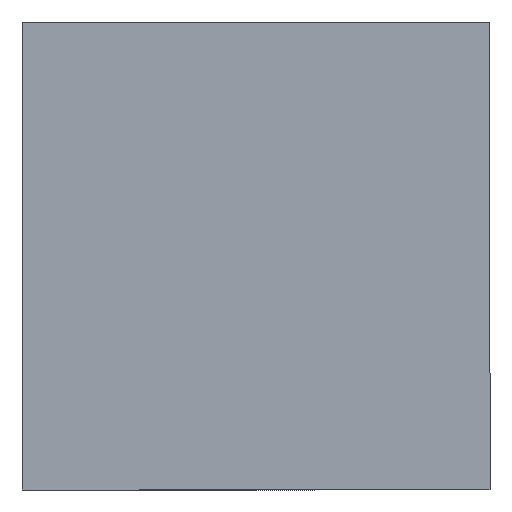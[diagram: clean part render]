
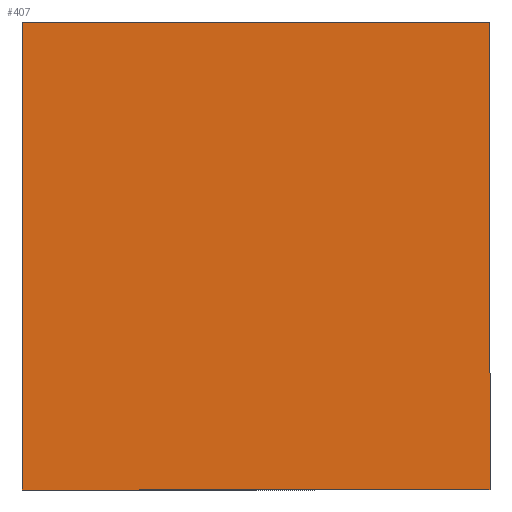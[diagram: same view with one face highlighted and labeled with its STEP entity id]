
A CAD part, front view. The second image highlights one B-rep face of the part: STEP entity #407.
In plain terms, the highlighted planar face has unit normal (0, -1, 0).
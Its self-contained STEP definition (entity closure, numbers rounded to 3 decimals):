
#10 = AXIS2_PLACEMENT_3D ( 'NONE', #268, #351, #331 ) ;
#18 = EDGE_LOOP ( 'NONE', ( #357, #338, #425, #167 ) ) ;
#24 = CARTESIAN_POINT ( 'NONE',  ( -100., -20., 0. ) ) ;
#37 = EDGE_CURVE ( 'NONE', #82, #423, #141, .T. ) ;
#45 = FACE_OUTER_BOUND ( 'NONE', #18, .T. ) ;
#58 = VERTEX_POINT ( 'NONE', #259 ) ;
#69 = VECTOR ( 'NONE', #339, 1000. ) ;
#82 = VERTEX_POINT ( 'NONE', #294 ) ;
#135 = LINE ( 'NONE', #269, #308 ) ;
#138 = LINE ( 'NONE', #344, #69 ) ;
#141 = LINE ( 'NONE', #416, #365 ) ;
#167 = ORIENTED_EDGE ( 'NONE', *, *, #37, .T. ) ;
#214 = DIRECTION ( 'NONE',  ( 1., 0., 0. ) ) ;
#215 = PLANE ( 'NONE',  #10 ) ;
#232 = EDGE_CURVE ( 'NONE', #58, #252, #358, .T. ) ;
#241 = DIRECTION ( 'NONE',  ( 0., 0., 1. ) ) ;
#252 = VERTEX_POINT ( 'NONE', #24 ) ;
#259 = CARTESIAN_POINT ( 'NONE',  ( 100., -20., 0. ) ) ;
#268 = CARTESIAN_POINT ( 'NONE',  ( 0., -20., 0. ) ) ;
#269 = CARTESIAN_POINT ( 'NONE',  ( 100., -20., 0. ) ) ;
#282 = CARTESIAN_POINT ( 'NONE',  ( 100., -20., -200. ) ) ;
#294 = CARTESIAN_POINT ( 'NONE',  ( -100., -20., -200. ) ) ;
#301 = VECTOR ( 'NONE', #391, 1000. ) ;
#308 = VECTOR ( 'NONE', #241, 1000. ) ;
#323 = CARTESIAN_POINT ( 'NONE',  ( 100., -20., 0. ) ) ;
#331 = DIRECTION ( 'NONE',  ( 0., 0., 1. ) ) ;
#338 = ORIENTED_EDGE ( 'NONE', *, *, #232, .T. ) ;
#339 = DIRECTION ( 'NONE',  ( 0., 0., -1. ) ) ;
#344 = CARTESIAN_POINT ( 'NONE',  ( -100., -20., 0. ) ) ;
#345 = EDGE_CURVE ( 'NONE', #252, #82, #138, .T. ) ;
#351 = DIRECTION ( 'NONE',  ( 0., 1., 0. ) ) ;
#357 = ORIENTED_EDGE ( 'NONE', *, *, #359, .T. ) ;
#358 = LINE ( 'NONE', #323, #301 ) ;
#359 = EDGE_CURVE ( 'NONE', #423, #58, #135, .T. ) ;
#365 = VECTOR ( 'NONE', #214, 1000. ) ;
#391 = DIRECTION ( 'NONE',  ( -1., 0., 0. ) ) ;
#407 = ADVANCED_FACE ( 'NONE', ( #45 ), #215, .F. ) ;
#416 = CARTESIAN_POINT ( 'NONE',  ( 100., -20., -200. ) ) ;
#423 = VERTEX_POINT ( 'NONE', #282 ) ;
#425 = ORIENTED_EDGE ( 'NONE', *, *, #345, .T. ) ;
